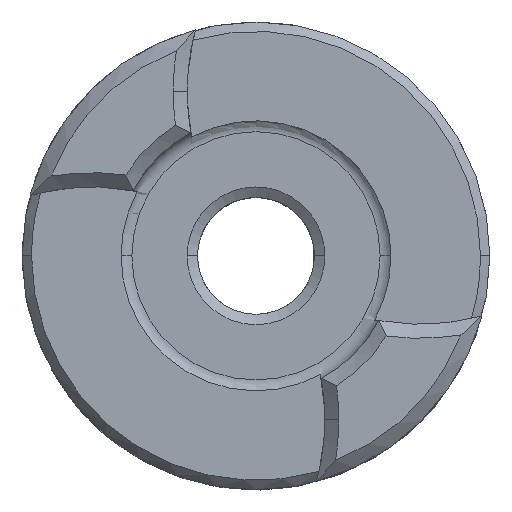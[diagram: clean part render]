
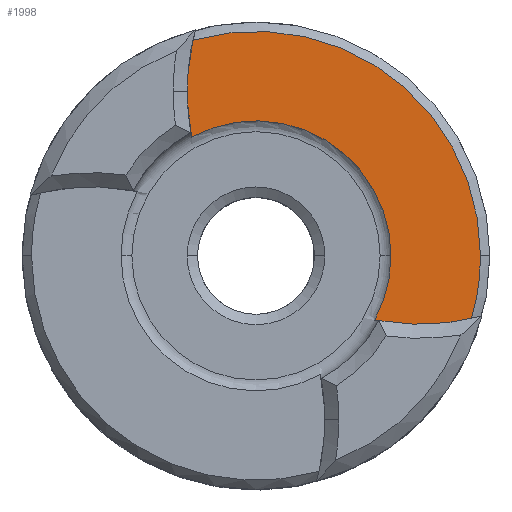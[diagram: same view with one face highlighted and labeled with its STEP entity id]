
A CAD part, top view. The second image highlights one B-rep face of the part: STEP entity #1998.
In plain terms, the highlighted planar face has unit normal (0, 0, 1).
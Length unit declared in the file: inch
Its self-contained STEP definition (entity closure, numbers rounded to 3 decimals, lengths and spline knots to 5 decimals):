
#129 = EDGE_CURVE ( 'NONE', #3778, #722, #4979, .T. ) ;
#324 = ORIENTED_EDGE ( 'NONE', *, *, #4484, .F. ) ;
#722 = VERTEX_POINT ( 'NONE', #6043 ) ;
#774 = DIRECTION ( 'NONE',  ( 0., 0., 1. ) ) ;
#948 = AXIS2_PLACEMENT_3D ( 'NONE', #1295, #2919, #2854 ) ;
#1025 = EDGE_CURVE ( 'NONE', #1067, #1964, #3055, .T. ) ;
#1067 = VERTEX_POINT ( 'NONE', #5236 ) ;
#1213 = CIRCLE ( 'NONE', #5641, 0.48 ) ;
#1215 = DIRECTION ( 'NONE',  ( -1., 0., 0. ) ) ;
#1220 = DIRECTION ( 'NONE',  ( 1., 0., 0. ) ) ;
#1264 = CARTESIAN_POINT ( 'NONE',  ( 0., 0., -0.23125 ) ) ;
#1295 = CARTESIAN_POINT ( 'NONE',  ( 0.35138, 0.354, -0.23125 ) ) ;
#1695 = DIRECTION ( 'NONE',  ( 1., 0., 0. ) ) ;
#1756 = FACE_OUTER_BOUND ( 'NONE', #4040, .T. ) ;
#1908 = CARTESIAN_POINT ( 'NONE',  ( 0., 0., -0.23125 ) ) ;
#1964 = VERTEX_POINT ( 'NONE', #2877 ) ;
#1998 = ADVANCED_FACE ( 'NONE', ( #1756 ), #5875, .T. ) ;
#2087 = CARTESIAN_POINT ( 'NONE',  ( 0.46064, -0.13494, -0.23125 ) ) ;
#2159 = DIRECTION ( 'NONE',  ( 0., 0., -1. ) ) ;
#2347 = AXIS2_PLACEMENT_3D ( 'NONE', #1908, #2871, #4454 ) ;
#2676 = ORIENTED_EDGE ( 'NONE', *, *, #1025, .F. ) ;
#2677 = DIRECTION ( 'NONE',  ( -1., 0., 0. ) ) ;
#2718 = CARTESIAN_POINT ( 'NONE',  ( 0.354, 0.35138, -0.23125 ) ) ;
#2756 = AXIS2_PLACEMENT_3D ( 'NONE', #6347, #3221, #2677 ) ;
#2757 = CIRCLE ( 'NONE', #3835, 0.501 ) ;
#2854 = DIRECTION ( 'NONE',  ( 1., 0., 0. ) ) ;
#2871 = DIRECTION ( 'NONE',  ( 0., 0., -1. ) ) ;
#2877 = CARTESIAN_POINT ( 'NONE',  ( 0.48, 0., -0.23125 ) ) ;
#2919 = DIRECTION ( 'NONE',  ( 0., 0., -1. ) ) ;
#3012 = ORIENTED_EDGE ( 'NONE', *, *, #5862, .T. ) ;
#3039 = ORIENTED_EDGE ( 'NONE', *, *, #3148, .F. ) ;
#3055 = CIRCLE ( 'NONE', #2756, 0.48 ) ;
#3078 = ORIENTED_EDGE ( 'NONE', *, *, #129, .F. ) ;
#3148 = EDGE_CURVE ( 'NONE', #4938, #1067, #2757, .T. ) ;
#3221 = DIRECTION ( 'NONE',  ( 0., 0., -1. ) ) ;
#3307 = CARTESIAN_POINT ( 'NONE',  ( 0., 0., -0.23125 ) ) ;
#3539 = ORIENTED_EDGE ( 'NONE', *, *, #5476, .T. ) ;
#3624 = CARTESIAN_POINT ( 'NONE',  ( -0.13741, 0.25383, -0.23125 ) ) ;
#3737 = CIRCLE ( 'NONE', #2347, 0.28864 ) ;
#3778 = VERTEX_POINT ( 'NONE', #2087 ) ;
#3822 = CARTESIAN_POINT ( 'NONE',  ( 0., 0., -0.23125 ) ) ;
#3835 = AXIS2_PLACEMENT_3D ( 'NONE', #2718, #2159, #4733 ) ;
#4040 = EDGE_LOOP ( 'NONE', ( #3078, #324, #2676, #3039, #3012, #3539 ) ) ;
#4394 = AXIS2_PLACEMENT_3D ( 'NONE', #3822, #6373, #1695 ) ;
#4454 = DIRECTION ( 'NONE',  ( 1., 0., 0. ) ) ;
#4484 = EDGE_CURVE ( 'NONE', #1964, #3778, #1213, .T. ) ;
#4733 = DIRECTION ( 'NONE',  ( 1., 0., 0. ) ) ;
#4938 = VERTEX_POINT ( 'NONE', #3624 ) ;
#4979 = CIRCLE ( 'NONE', #948, 0.501 ) ;
#5236 = CARTESIAN_POINT ( 'NONE',  ( -0.13494, 0.46064, -0.23125 ) ) ;
#5422 = CARTESIAN_POINT ( 'NONE',  ( 0.28864, 0., -0.23125 ) ) ;
#5476 = EDGE_CURVE ( 'NONE', #6181, #722, #3737, .T. ) ;
#5641 = AXIS2_PLACEMENT_3D ( 'NONE', #1264, #5870, #1215 ) ;
#5645 = CIRCLE ( 'NONE', #4394, 0.28864 ) ;
#5724 = AXIS2_PLACEMENT_3D ( 'NONE', #3307, #774, #1220 ) ;
#5862 = EDGE_CURVE ( 'NONE', #4938, #6181, #5645, .T. ) ;
#5870 = DIRECTION ( 'NONE',  ( 0., 0., -1. ) ) ;
#5875 = PLANE ( 'NONE',  #5724 ) ;
#6043 = CARTESIAN_POINT ( 'NONE',  ( 0.25383, -0.13741, -0.23125 ) ) ;
#6181 = VERTEX_POINT ( 'NONE', #5422 ) ;
#6347 = CARTESIAN_POINT ( 'NONE',  ( 0., 0., -0.23125 ) ) ;
#6373 = DIRECTION ( 'NONE',  ( 0., 0., -1. ) ) ;
